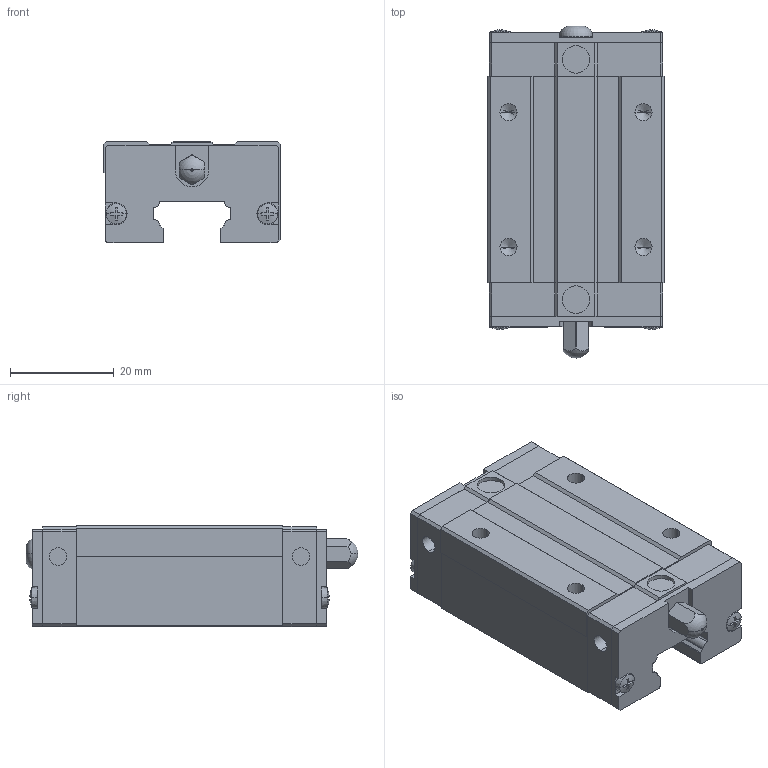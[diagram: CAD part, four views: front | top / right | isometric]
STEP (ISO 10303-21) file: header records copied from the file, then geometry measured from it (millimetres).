
FILE_DESCRIPTION(('STEP AP214'),'1');
FILE_NAME('cctmp_66022EF3-B6F1-4981-A63E-0A47DDA88149_2020_5_13_10_45_48_340..stp','2020-05-13T08:45:48',('HIWIN GmbH'),('CADClick - www.CADClick.com'),'Spatial InterOp 3D',' ','unknown authorization');
FILE_SCHEMA(('AUTOMOTIVE_DESIGN'));
Length unit declared in the file: millimetre
Products named in the file (1): EGH15CAZ0H_FILE
Bounding box: 34 x 63.99 x 19.5 mm (x, y, z)
Volume: 30355.3 mm3; surface area: 9112.7 mm2
Topology: 1 solids, 4 shells, 294 faces, 791 edges, 513 vertices
Faces by surface type: plane 190, cylinder 72, cone 28, sphere 2, torus 2
Entity records: 11470 total; most frequent: CARTESIAN_POINT 1783, ORIENTED_EDGE 1566, DIRECTION 1482, EDGE_CURVE 783, LINE 546, VECTOR 546, VERTEX_POINT 513, AXIS2_PLACEMENT_3D 468
